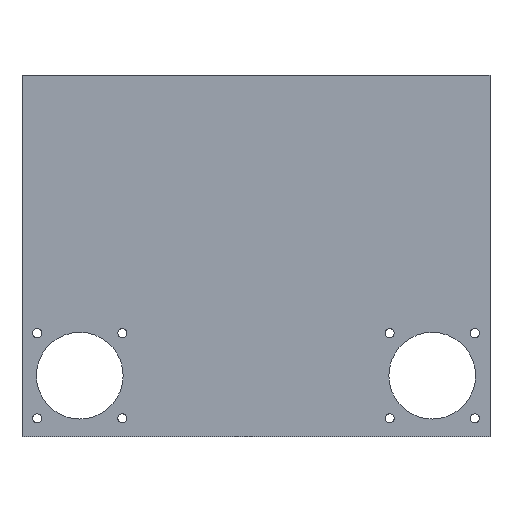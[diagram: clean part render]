
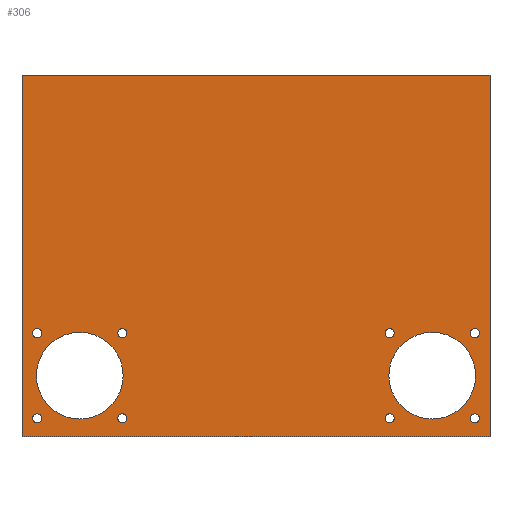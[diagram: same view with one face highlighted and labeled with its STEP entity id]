
A CAD part, front view. The second image highlights one B-rep face of the part: STEP entity #306.
In plain terms, the highlighted planar face has unit normal (0, -1, 0).
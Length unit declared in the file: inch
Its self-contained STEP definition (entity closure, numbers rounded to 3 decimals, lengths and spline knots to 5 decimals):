
#15=LINE('',#503,#27);
#19=LINE('',#511,#31);
#22=LINE('',#517,#34);
#25=LINE('',#522,#37);
#27=VECTOR('',#427,0.3937);
#31=VECTOR('',#433,0.3937);
#34=VECTOR('',#438,0.3937);
#37=VECTOR('',#443,0.3937);
#44=PLANE('',#362);
#65=FACE_BOUND('',#127,.T.);
#66=FACE_BOUND('',#128,.T.);
#67=FACE_BOUND('',#129,.T.);
#68=FACE_BOUND('',#130,.T.);
#69=FACE_BOUND('',#131,.T.);
#70=FACE_BOUND('',#132,.T.);
#71=FACE_BOUND('',#133,.T.);
#72=FACE_BOUND('',#134,.T.);
#73=FACE_BOUND('',#135,.T.);
#74=FACE_BOUND('',#136,.T.);
#90=FACE_OUTER_BOUND('',#126,.T.);
#126=EDGE_LOOP('',(#267,#268,#269,#270));
#127=EDGE_LOOP('',(#271));
#128=EDGE_LOOP('',(#272));
#129=EDGE_LOOP('',(#273));
#130=EDGE_LOOP('',(#274));
#131=EDGE_LOOP('',(#275));
#132=EDGE_LOOP('',(#276));
#133=EDGE_LOOP('',(#277));
#134=EDGE_LOOP('',(#278));
#135=EDGE_LOOP('',(#279));
#136=EDGE_LOOP('',(#280));
#137=CIRCLE('',#328,0.09375);
#139=CIRCLE('',#331,0.09375);
#141=CIRCLE('',#334,0.09375);
#143=CIRCLE('',#337,0.09375);
#145=CIRCLE('',#340,0.09375);
#147=CIRCLE('',#343,0.09375);
#149=CIRCLE('',#346,0.09375);
#151=CIRCLE('',#349,0.09375);
#154=CIRCLE('',#353,0.891);
#156=CIRCLE('',#356,0.891);
#157=VERTEX_POINT('',#451);
#159=VERTEX_POINT('',#456);
#161=VERTEX_POINT('',#461);
#163=VERTEX_POINT('',#466);
#165=VERTEX_POINT('',#471);
#167=VERTEX_POINT('',#476);
#169=VERTEX_POINT('',#481);
#171=VERTEX_POINT('',#486);
#174=VERTEX_POINT('',#493);
#176=VERTEX_POINT('',#498);
#177=VERTEX_POINT('',#501);
#178=VERTEX_POINT('',#502);
#181=VERTEX_POINT('',#510);
#183=VERTEX_POINT('',#516);
#185=EDGE_CURVE('',#157,#157,#137,.T.);
#187=EDGE_CURVE('',#159,#159,#139,.T.);
#189=EDGE_CURVE('',#161,#161,#141,.T.);
#191=EDGE_CURVE('',#163,#163,#143,.T.);
#193=EDGE_CURVE('',#165,#165,#145,.T.);
#195=EDGE_CURVE('',#167,#167,#147,.T.);
#197=EDGE_CURVE('',#169,#169,#149,.T.);
#199=EDGE_CURVE('',#171,#171,#151,.T.);
#202=EDGE_CURVE('',#174,#174,#154,.T.);
#204=EDGE_CURVE('',#176,#176,#156,.T.);
#205=EDGE_CURVE('',#177,#178,#15,.T.);
#209=EDGE_CURVE('',#181,#177,#19,.T.);
#212=EDGE_CURVE('',#183,#181,#22,.T.);
#215=EDGE_CURVE('',#178,#183,#25,.T.);
#267=ORIENTED_EDGE('',*,*,#215,.F.);
#268=ORIENTED_EDGE('',*,*,#205,.F.);
#269=ORIENTED_EDGE('',*,*,#209,.F.);
#270=ORIENTED_EDGE('',*,*,#212,.F.);
#271=ORIENTED_EDGE('',*,*,#185,.T.);
#272=ORIENTED_EDGE('',*,*,#187,.T.);
#273=ORIENTED_EDGE('',*,*,#189,.T.);
#274=ORIENTED_EDGE('',*,*,#191,.T.);
#275=ORIENTED_EDGE('',*,*,#193,.T.);
#276=ORIENTED_EDGE('',*,*,#195,.T.);
#277=ORIENTED_EDGE('',*,*,#197,.T.);
#278=ORIENTED_EDGE('',*,*,#199,.T.);
#279=ORIENTED_EDGE('',*,*,#202,.T.);
#280=ORIENTED_EDGE('',*,*,#204,.T.);
#306=ADVANCED_FACE('',(#90,#65,#66,#67,#68,#69,#70,#71,#72,#73,#74),#44,
 .F.);
#328=AXIS2_PLACEMENT_3D('',#452,#367,#368);
#331=AXIS2_PLACEMENT_3D('',#457,#373,#374);
#334=AXIS2_PLACEMENT_3D('',#462,#379,#380);
#337=AXIS2_PLACEMENT_3D('',#467,#385,#386);
#340=AXIS2_PLACEMENT_3D('',#472,#391,#392);
#343=AXIS2_PLACEMENT_3D('',#477,#397,#398);
#346=AXIS2_PLACEMENT_3D('',#482,#403,#404);
#349=AXIS2_PLACEMENT_3D('',#487,#409,#410);
#353=AXIS2_PLACEMENT_3D('',#494,#417,#418);
#356=AXIS2_PLACEMENT_3D('',#499,#423,#424);
#362=AXIS2_PLACEMENT_3D('',#525,#447,#448);
#367=DIRECTION('center_axis',(0.,1.,0.));
#368=DIRECTION('ref_axis',(-1.,0.,0.));
#373=DIRECTION('center_axis',(0.,1.,0.));
#374=DIRECTION('ref_axis',(-1.,0.,0.));
#379=DIRECTION('center_axis',(0.,1.,0.));
#380=DIRECTION('ref_axis',(-1.,0.,0.));
#385=DIRECTION('center_axis',(0.,1.,0.));
#386=DIRECTION('ref_axis',(-1.,0.,0.));
#391=DIRECTION('center_axis',(0.,1.,0.));
#392=DIRECTION('ref_axis',(-1.,0.,0.));
#397=DIRECTION('center_axis',(0.,1.,0.));
#398=DIRECTION('ref_axis',(-1.,0.,0.));
#403=DIRECTION('center_axis',(0.,1.,0.));
#404=DIRECTION('ref_axis',(-1.,0.,0.));
#409=DIRECTION('center_axis',(0.,1.,0.));
#410=DIRECTION('ref_axis',(-1.,0.,0.));
#417=DIRECTION('center_axis',(0.,1.,0.));
#418=DIRECTION('ref_axis',(1.,0.,0.));
#423=DIRECTION('center_axis',(0.,1.,0.));
#424=DIRECTION('ref_axis',(1.,0.,0.));
#427=DIRECTION('',(0.,0.,1.));
#433=DIRECTION('',(-1.,0.,0.));
#438=DIRECTION('',(0.,0.,-1.));
#443=DIRECTION('',(1.,0.,0.));
#447=DIRECTION('center_axis',(0.,1.,0.));
#448=DIRECTION('ref_axis',(0.,0.,1.));
#451=CARTESIAN_POINT('',(9.39575,0.,-7.043));
#452=CARTESIAN_POINT('Origin',(9.302,0.,-7.043));
#456=CARTESIAN_POINT('',(7.64575,0.,-7.043));
#457=CARTESIAN_POINT('Origin',(7.552,0.,-7.043));
#461=CARTESIAN_POINT('',(0.40575,0.,-5.293));
#462=CARTESIAN_POINT('Origin',(0.312,0.,-5.293));
#466=CARTESIAN_POINT('',(0.40575,0.,-7.043));
#467=CARTESIAN_POINT('Origin',(0.312,0.,-7.043));
#471=CARTESIAN_POINT('',(2.15575,0.,-7.043));
#472=CARTESIAN_POINT('Origin',(2.062,0.,-7.043));
#476=CARTESIAN_POINT('',(2.15575,0.,-5.293));
#477=CARTESIAN_POINT('Origin',(2.062,0.,-5.293));
#481=CARTESIAN_POINT('',(7.64575,0.,-5.293));
#482=CARTESIAN_POINT('Origin',(7.552,0.,-5.293));
#486=CARTESIAN_POINT('',(9.39575,0.,-5.293));
#487=CARTESIAN_POINT('Origin',(9.302,0.,-5.293));
#493=CARTESIAN_POINT('',(0.296,0.,-6.168));
#494=CARTESIAN_POINT('Origin',(1.187,0.,-6.168));
#498=CARTESIAN_POINT('',(7.536,0.,-6.168));
#499=CARTESIAN_POINT('Origin',(8.427,0.,-6.168));
#501=CARTESIAN_POINT('',(0.,0.,-7.418));
#502=CARTESIAN_POINT('',(0.,0.,0.));
#503=CARTESIAN_POINT('',(0.,0.,-7.418));
#510=CARTESIAN_POINT('',(9.614,0.,-7.418));
#511=CARTESIAN_POINT('',(9.614,0.,-7.418));
#516=CARTESIAN_POINT('',(9.614,0.,0.));
#517=CARTESIAN_POINT('',(9.614,0.,0.));
#522=CARTESIAN_POINT('',(0.,0.,0.));
#525=CARTESIAN_POINT('Origin',(4.807,0.,-3.709));
